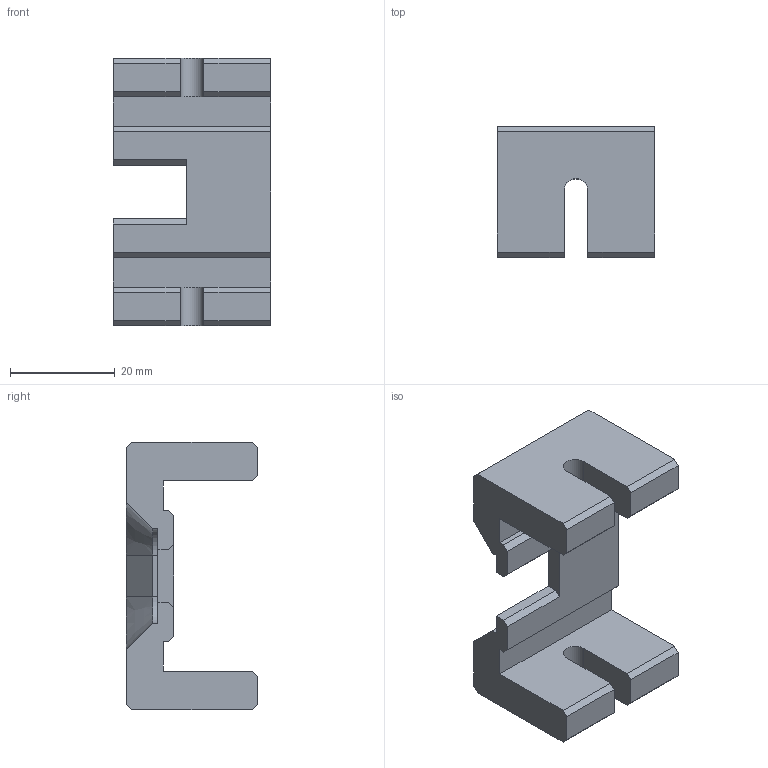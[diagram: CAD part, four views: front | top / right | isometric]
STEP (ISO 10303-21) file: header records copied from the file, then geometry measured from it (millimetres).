
FILE_DESCRIPTION (( 'STEP AP203' ), '1' );
FILE_NAME ('EFI0029 Rev01 Slide-Prism Assembly Module - Top.STEP', '2019-07-04T15:37:51', ( '' ), ( '' ), 'SwSTEP 2.0', 'SolidWorks 2019', '' );
FILE_SCHEMA (( 'CONFIG_CONTROL_DESIGN' ));
Length unit declared in the file: millimetre
Products named in the file (1): EFI0029 Rev01 Slide-Prism Assembly Module - Top
Bounding box: 30 x 25 x 51 mm (x, y, z)
Volume: 16091.6 mm3; surface area: 6933.6 mm2
Topology: 1 solids, 1 shells, 51 faces, 143 edges, 94 vertices
Faces by surface type: plane 45, cylinder 4, cone 2
Entity records: 1692 total; most frequent: CARTESIAN_POINT 289, ORIENTED_EDGE 286, DIRECTION 257, EDGE_CURVE 143, VECTOR 133, LINE 133, VERTEX_POINT 94, AXIS2_PLACEMENT_3D 62
